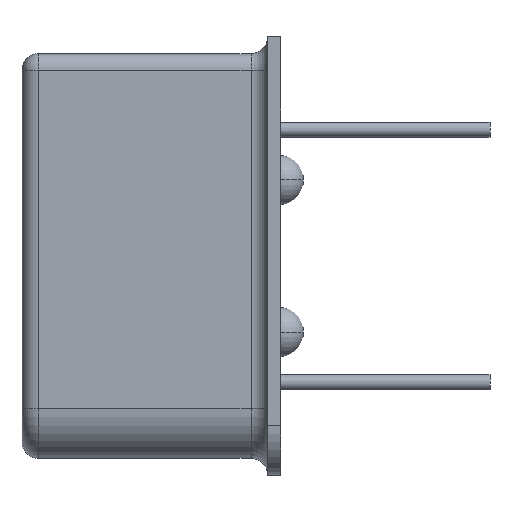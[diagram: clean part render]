
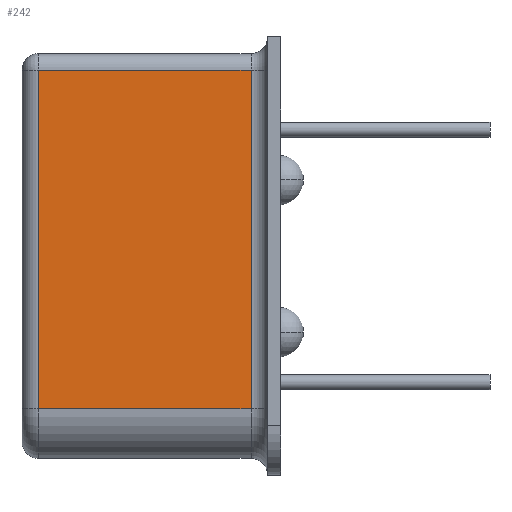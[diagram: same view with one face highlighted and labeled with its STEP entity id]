
A CAD part, left-side view. The second image highlights one B-rep face of the part: STEP entity #242.
In plain terms, the highlighted planar face has unit normal (-1, 0, 0).
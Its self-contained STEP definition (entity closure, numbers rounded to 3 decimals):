
#242 = ADVANCED_FACE ( 'NONE', ( #2819 ), #2994, .F. ) ;
#525 = ORIENTED_EDGE ( 'NONE', *, *, #2643, .T. ) ;
#526 = ORIENTED_EDGE ( 'NONE', *, *, #2581, .T. ) ;
#527 = ORIENTED_EDGE ( 'NONE', *, *, #2698, .T. ) ;
#528 = ORIENTED_EDGE ( 'NONE', *, *, #2623, .T. ) ;
#1098 = EDGE_LOOP ( 'NONE', ( #525, #527, #526, #528 ) ) ;
#1272 = VERTEX_POINT ( 'NONE', #3373 ) ;
#1277 = VERTEX_POINT ( 'NONE', #3378 ) ;
#1282 = VERTEX_POINT ( 'NONE', #3383 ) ;
#1287 = VERTEX_POINT ( 'NONE', #3388 ) ;
#2581 = EDGE_CURVE ( 'NONE', #1272, #1277, #4023, .T. ) ;
#2623 = EDGE_CURVE ( 'NONE', #1277, #1282, #4622, .T. ) ;
#2643 = EDGE_CURVE ( 'NONE', #1282, #1287, #4722, .T. ) ;
#2698 = EDGE_CURVE ( 'NONE', #1287, #1272, #5092, .T. ) ;
#2819 = FACE_OUTER_BOUND ( 'NONE', #1098, .T. ) ;
#2834 = AXIS2_PLACEMENT_3D ( 'NONE', #2995, #2996, #2997 ) ;
#2994 = PLANE ( 'NONE',  #2834 ) ;
#2995 = CARTESIAN_POINT ( 'NONE',  ( -9.7, 7.4, -6.1 ) ) ;
#2996 = DIRECTION ( 'NONE',  ( 1., 0., 0. ) ) ;
#2997 = DIRECTION ( 'NONE',  ( 0., 0., -1. ) ) ;
#3373 = CARTESIAN_POINT ( 'NONE',  ( -9.7, 0.5, 5.6 ) ) ;
#3378 = CARTESIAN_POINT ( 'NONE',  ( -9.7, 6.9, 5.6 ) ) ;
#3383 = CARTESIAN_POINT ( 'NONE',  ( -9.7, 6.9, -4.6 ) ) ;
#3388 = CARTESIAN_POINT ( 'NONE',  ( -9.7, 0.5, -4.6 ) ) ;
#4023 = LINE ( 'NONE', #4024, #4118 ) ;
#4024 = CARTESIAN_POINT ( 'NONE',  ( -9.7, 7.4, 5.6 ) ) ;
#4025 = DIRECTION ( 'NONE',  ( 0., 1., 0. ) ) ;
#4118 = VECTOR ( 'NONE', #4025, 1000. ) ;
#4152 = VECTOR ( 'NONE', #4624, 1000. ) ;
#4170 = VECTOR ( 'NONE', #4724, 1000. ) ;
#4282 = VECTOR ( 'NONE', #5094, 1000. ) ;
#4622 = LINE ( 'NONE', #4623, #4152 ) ;
#4623 = CARTESIAN_POINT ( 'NONE',  ( -9.7, 6.9, -6.1 ) ) ;
#4624 = DIRECTION ( 'NONE',  ( 0., 0., -1. ) ) ;
#4722 = LINE ( 'NONE', #4723, #4170 ) ;
#4723 = CARTESIAN_POINT ( 'NONE',  ( -9.7, 7.4, -4.6 ) ) ;
#4724 = DIRECTION ( 'NONE',  ( 0., -1., 0. ) ) ;
#5092 = LINE ( 'NONE', #5093, #4282 ) ;
#5093 = CARTESIAN_POINT ( 'NONE',  ( -9.7, 0.5, 5.6 ) ) ;
#5094 = DIRECTION ( 'NONE',  ( 0., 0., 1. ) ) ;
